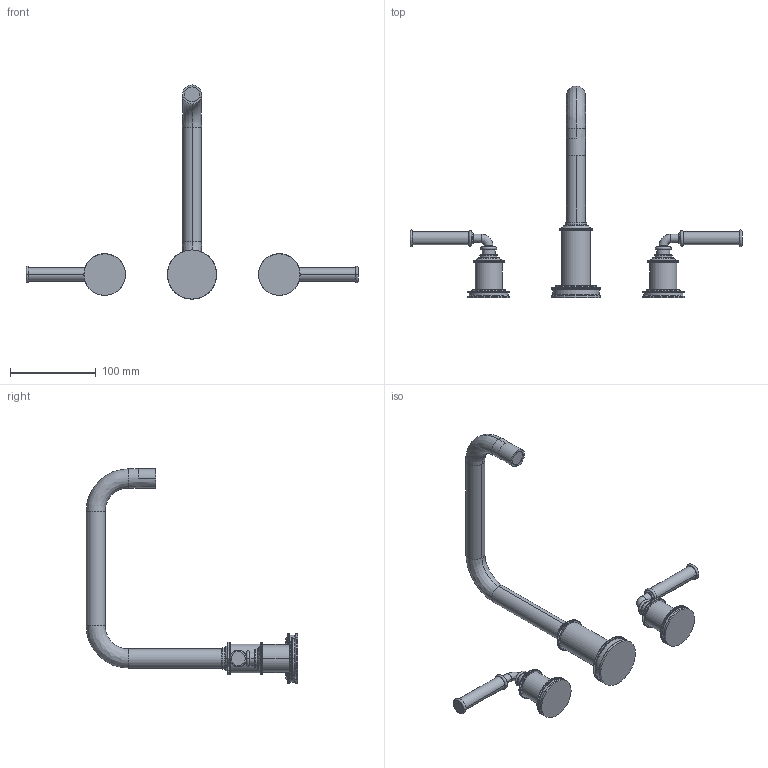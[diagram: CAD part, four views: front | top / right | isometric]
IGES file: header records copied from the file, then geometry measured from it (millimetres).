
Start section:  PTC IGES file: 3-2946.igs
Global section: file name: 3-2946.igs; native system: Creo Parametric by PTC Inc.; preprocessor: 2019352; author: rsmith; organization: Unknown; date: 20220527.102904; units: inch
Bounding box: 386.33 x 246.32 x 249.24 mm (x, y, z)
Surface area: 73113.2 mm2 (no closed solid volume)
Topology: 0 solids, 0 shells, 2154 faces, 12560 edges, 12560 vertices
Faces by surface type: bspline 1362, revolution 792
